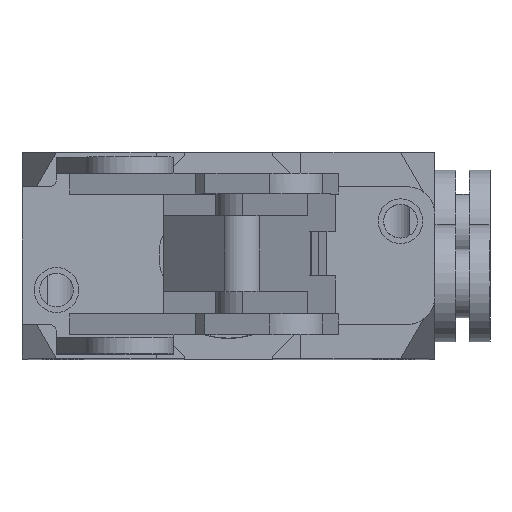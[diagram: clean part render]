
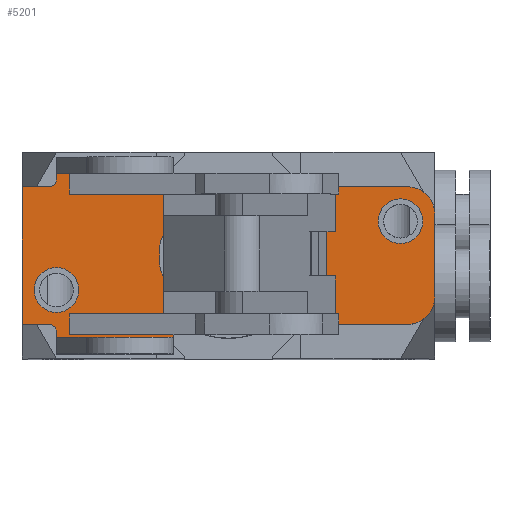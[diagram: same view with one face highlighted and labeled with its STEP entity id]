
A CAD part, top view. The second image highlights one B-rep face of the part: STEP entity #5201.
In plain terms, the highlighted planar face has unit normal (0, 0, 1).
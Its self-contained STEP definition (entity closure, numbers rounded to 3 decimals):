
#130=FACE_BOUND('',#794,.T.);
#131=FACE_BOUND('',#795,.T.);
#132=FACE_BOUND('',#796,.T.);
#478=FACE_OUTER_BOUND('',#793,.T.);
#793=EDGE_LOOP('',(#4231,#4232,#4233,#4234,#4235,#4236,#4237,#4238,#4239,
#4240,#4241,#4242,#4243,#4244,#4245,#4246));
#794=EDGE_LOOP('',(#4247));
#795=EDGE_LOOP('',(#4248));
#796=EDGE_LOOP('',(#4249,#4250,#4251,#4252,#4253,#4254,#4255,#4256));
#920=CIRCLE('',#5469,2.);
#932=CIRCLE('',#5484,2.);
#933=CIRCLE('',#5487,0.5);
#934=CIRCLE('',#5490,0.95);
#935=CIRCLE('',#5494,0.95);
#936=CIRCLE('',#5495,0.5);
#937=CIRCLE('',#5496,1.625);
#938=CIRCLE('',#5497,1.625);
#939=CIRCLE('',#5498,2.);
#940=CIRCLE('',#5499,2.);
#941=CIRCLE('',#5500,2.);
#942=CIRCLE('',#5501,2.);
#1309=LINE('',#8787,#1820);
#1327=LINE('',#8848,#1838);
#1332=LINE('',#8859,#1843);
#1335=LINE('',#8867,#1846);
#1336=LINE('',#8870,#1847);
#1338=LINE('',#8874,#1849);
#1339=LINE('',#8878,#1850);
#1340=LINE('',#8880,#1851);
#1341=LINE('',#8883,#1852);
#1342=LINE('',#8884,#1853);
#1343=LINE('',#8891,#1854);
#1344=LINE('',#8895,#1855);
#1345=LINE('',#8899,#1856);
#1346=LINE('',#8903,#1857);
#1820=VECTOR('',#6334,6.);
#1838=VECTOR('',#6382,2.);
#1843=VECTOR('',#6393,0.45);
#1846=VECTOR('',#6402,16.05);
#1847=VECTOR('',#6405,10.);
#1849=VECTOR('',#6409,16.05);
#1850=VECTOR('',#6412,8.5);
#1851=VECTOR('',#6413,0.45);
#1852=VECTOR('',#6416,2.);
#1853=VECTOR('',#6417,8.5);
#1854=VECTOR('',#6422,1.);
#1855=VECTOR('',#6425,4.);
#1856=VECTOR('',#6428,1.);
#1857=VECTOR('',#6431,4.);
#2325=VERTEX_POINT('',#8777);
#2326=VERTEX_POINT('',#8779);
#2328=VERTEX_POINT('',#8785);
#2354=VERTEX_POINT('',#8841);
#2355=VERTEX_POINT('',#8845);
#2356=VERTEX_POINT('',#8847);
#2357=VERTEX_POINT('',#8851);
#2359=VERTEX_POINT('',#8857);
#2360=VERTEX_POINT('',#8861);
#2361=VERTEX_POINT('',#8863);
#2362=VERTEX_POINT('',#8869);
#2363=VERTEX_POINT('',#8873);
#2364=VERTEX_POINT('',#8875);
#2365=VERTEX_POINT('',#8877);
#2366=VERTEX_POINT('',#8879);
#2367=VERTEX_POINT('',#8881);
#2368=VERTEX_POINT('',#8885);
#2369=VERTEX_POINT('',#8887);
#2370=VERTEX_POINT('',#8889);
#2371=VERTEX_POINT('',#8890);
#2372=VERTEX_POINT('',#8892);
#2373=VERTEX_POINT('',#8894);
#2374=VERTEX_POINT('',#8896);
#2375=VERTEX_POINT('',#8898);
#2376=VERTEX_POINT('',#8900);
#2377=VERTEX_POINT('',#8902);
#2963=EDGE_CURVE('',#2325,#2326,#920,.T.);
#2967=EDGE_CURVE('',#2328,#2325,#1309,.T.);
#2994=EDGE_CURVE('',#2354,#2328,#932,.T.);
#2997=EDGE_CURVE('',#2356,#2355,#1327,.T.);
#3000=EDGE_CURVE('',#2355,#2357,#933,.T.);
#3003=EDGE_CURVE('',#2357,#2359,#1332,.T.);
#3005=EDGE_CURVE('',#2361,#2360,#934,.T.);
#3007=EDGE_CURVE('',#2360,#2326,#1335,.T.);
#3008=EDGE_CURVE('',#2356,#2362,#1336,.T.);
#3010=EDGE_CURVE('',#2354,#2363,#1338,.T.);
#3011=EDGE_CURVE('',#2363,#2364,#935,.T.);
#3012=EDGE_CURVE('',#2364,#2365,#1339,.T.);
#3013=EDGE_CURVE('',#2365,#2366,#1340,.T.);
#3014=EDGE_CURVE('',#2366,#2367,#936,.T.);
#3015=EDGE_CURVE('',#2367,#2362,#1341,.T.);
#3016=EDGE_CURVE('',#2359,#2361,#1342,.T.);
#3017=EDGE_CURVE('',#2368,#2368,#937,.T.);
#3018=EDGE_CURVE('',#2369,#2369,#938,.T.);
#3019=EDGE_CURVE('',#2370,#2371,#1343,.T.);
#3020=EDGE_CURVE('',#2371,#2372,#939,.T.);
#3021=EDGE_CURVE('',#2372,#2373,#1344,.T.);
#3022=EDGE_CURVE('',#2373,#2374,#940,.T.);
#3023=EDGE_CURVE('',#2374,#2375,#1345,.T.);
#3024=EDGE_CURVE('',#2375,#2376,#941,.T.);
#3025=EDGE_CURVE('',#2376,#2377,#1346,.T.);
#3026=EDGE_CURVE('',#2377,#2370,#942,.T.);
#4231=ORIENTED_EDGE('',*,*,#2963,.F.);
#4232=ORIENTED_EDGE('',*,*,#2967,.F.);
#4233=ORIENTED_EDGE('',*,*,#2994,.F.);
#4234=ORIENTED_EDGE('',*,*,#3010,.T.);
#4235=ORIENTED_EDGE('',*,*,#3011,.T.);
#4236=ORIENTED_EDGE('',*,*,#3012,.T.);
#4237=ORIENTED_EDGE('',*,*,#3013,.T.);
#4238=ORIENTED_EDGE('',*,*,#3014,.T.);
#4239=ORIENTED_EDGE('',*,*,#3015,.T.);
#4240=ORIENTED_EDGE('',*,*,#3008,.F.);
#4241=ORIENTED_EDGE('',*,*,#2997,.T.);
#4242=ORIENTED_EDGE('',*,*,#3000,.T.);
#4243=ORIENTED_EDGE('',*,*,#3003,.T.);
#4244=ORIENTED_EDGE('',*,*,#3016,.T.);
#4245=ORIENTED_EDGE('',*,*,#3005,.T.);
#4246=ORIENTED_EDGE('',*,*,#3007,.T.);
#4247=ORIENTED_EDGE('',*,*,#3017,.T.);
#4248=ORIENTED_EDGE('',*,*,#3018,.T.);
#4249=ORIENTED_EDGE('',*,*,#3019,.T.);
#4250=ORIENTED_EDGE('',*,*,#3020,.T.);
#4251=ORIENTED_EDGE('',*,*,#3021,.T.);
#4252=ORIENTED_EDGE('',*,*,#3022,.T.);
#4253=ORIENTED_EDGE('',*,*,#3023,.T.);
#4254=ORIENTED_EDGE('',*,*,#3024,.T.);
#4255=ORIENTED_EDGE('',*,*,#3025,.T.);
#4256=ORIENTED_EDGE('',*,*,#3026,.T.);
#4736=PLANE('',#5493);
#5201=ADVANCED_FACE('',(#478,#130,#131,#132),#4736,.T.);
#5469=AXIS2_PLACEMENT_3D('',#8780,#6327,#6328);
#5484=AXIS2_PLACEMENT_3D('',#8842,#6376,#6377);
#5487=AXIS2_PLACEMENT_3D('',#8853,#6387,#6388);
#5490=AXIS2_PLACEMENT_3D('',#8864,#6397,#6398);
#5493=AXIS2_PLACEMENT_3D('',#8872,#6407,#6408);
#5494=AXIS2_PLACEMENT_3D('',#8876,#6410,#6411);
#5495=AXIS2_PLACEMENT_3D('',#8882,#6414,#6415);
#5496=AXIS2_PLACEMENT_3D('',#8886,#6418,#6419);
#5497=AXIS2_PLACEMENT_3D('',#8888,#6420,#6421);
#5498=AXIS2_PLACEMENT_3D('',#8893,#6423,#6424);
#5499=AXIS2_PLACEMENT_3D('',#8897,#6426,#6427);
#5500=AXIS2_PLACEMENT_3D('',#8901,#6429,#6430);
#5501=AXIS2_PLACEMENT_3D('',#8904,#6432,#6433);
#6327=DIRECTION('center_axis',(0.,0.,-1.));
#6328=DIRECTION('ref_axis',(-0.707,0.707,0.));
#6334=DIRECTION('',(0.,1.,0.));
#6376=DIRECTION('center_axis',(0.,0.,-1.));
#6377=DIRECTION('ref_axis',(-0.707,-0.707,0.));
#6382=DIRECTION('',(-1.,0.,0.));
#6387=DIRECTION('center_axis',(0.,0.,-1.));
#6388=DIRECTION('ref_axis',(0.,-1.,0.));
#6393=DIRECTION('',(0.,1.,0.));
#6397=DIRECTION('center_axis',(0.,0.,-1.));
#6398=DIRECTION('ref_axis',(1.,0.,0.));
#6402=DIRECTION('',(-1.,0.,0.));
#6405=DIRECTION('',(0.,-1.,0.));
#6407=DIRECTION('center_axis',(0.,0.,1.));
#6408=DIRECTION('ref_axis',(1.,0.,0.));
#6409=DIRECTION('',(1.,0.,0.));
#6410=DIRECTION('center_axis',(0.,0.,-1.));
#6411=DIRECTION('ref_axis',(1.,0.,0.));
#6412=DIRECTION('',(1.,0.,0.));
#6413=DIRECTION('',(0.,1.,0.));
#6414=DIRECTION('center_axis',(0.,0.,-1.));
#6415=DIRECTION('ref_axis',(0.,1.,0.));
#6416=DIRECTION('',(1.,0.,0.));
#6417=DIRECTION('',(-1.,0.,0.));
#6418=DIRECTION('center_axis',(0.,0.,-1.));
#6419=DIRECTION('ref_axis',(1.,0.,0.));
#6420=DIRECTION('center_axis',(0.,0.,-1.));
#6421=DIRECTION('ref_axis',(1.,0.,0.));
#6422=DIRECTION('',(0.,-1.,0.));
#6423=DIRECTION('center_axis',(0.,0.,-1.));
#6424=DIRECTION('ref_axis',(0.,1.,0.));
#6425=DIRECTION('',(-1.,0.,0.));
#6426=DIRECTION('center_axis',(0.,0.,-1.));
#6427=DIRECTION('ref_axis',(1.,0.,0.));
#6428=DIRECTION('',(0.,1.,0.));
#6429=DIRECTION('center_axis',(0.,0.,-1.));
#6430=DIRECTION('ref_axis',(0.,-1.,0.));
#6431=DIRECTION('',(1.,0.,0.));
#6432=DIRECTION('center_axis',(0.,0.,-1.));
#6433=DIRECTION('ref_axis',(-1.,0.,0.));
#8777=CARTESIAN_POINT('',(-15.,3.,1.2));
#8779=CARTESIAN_POINT('',(-13.,5.,1.2));
#8780=CARTESIAN_POINT('Origin',(-13.,3.,1.2));
#8785=CARTESIAN_POINT('',(-15.,-3.,1.2));
#8787=CARTESIAN_POINT('',(-15.,7.15,1.2));
#8841=CARTESIAN_POINT('',(-13.,-5.,1.2));
#8842=CARTESIAN_POINT('Origin',(-13.,-3.,1.2));
#8845=CARTESIAN_POINT('',(13.,5.,1.2));
#8847=CARTESIAN_POINT('',(15.,5.,1.2));
#8848=CARTESIAN_POINT('',(7.5,5.,1.2));
#8851=CARTESIAN_POINT('',(12.5,5.5,1.2));
#8853=CARTESIAN_POINT('Origin',(13.,5.5,1.2));
#8857=CARTESIAN_POINT('',(12.5,5.95,1.2));
#8859=CARTESIAN_POINT('',(12.5,2.75,1.2));
#8861=CARTESIAN_POINT('',(3.05,5.,1.2));
#8863=CARTESIAN_POINT('',(4.,5.95,1.2));
#8864=CARTESIAN_POINT('Origin',(3.05,5.95,1.2));
#8867=CARTESIAN_POINT('',(1.525,5.,1.2));
#8869=CARTESIAN_POINT('',(15.,-5.,1.2));
#8870=CARTESIAN_POINT('',(15.,-7.15,1.2));
#8872=CARTESIAN_POINT('Origin',(0.,0.,
1.2));
#8873=CARTESIAN_POINT('',(3.05,-5.,1.2));
#8874=CARTESIAN_POINT('',(1.525,-5.,1.2));
#8875=CARTESIAN_POINT('',(4.,-5.95,1.2));
#8876=CARTESIAN_POINT('Origin',(3.05,-5.95,1.2));
#8877=CARTESIAN_POINT('',(12.5,-5.95,1.2));
#8878=CARTESIAN_POINT('',(3.895,-5.95,1.2));
#8879=CARTESIAN_POINT('',(12.5,-5.5,1.2));
#8880=CARTESIAN_POINT('',(12.5,-2.75,1.2));
#8881=CARTESIAN_POINT('',(13.,-5.,1.2));
#8882=CARTESIAN_POINT('Origin',(13.,-5.5,1.2));
#8883=CARTESIAN_POINT('',(7.5,-5.,1.2));
#8884=CARTESIAN_POINT('',(3.895,5.95,1.2));
#8885=CARTESIAN_POINT('',(-10.875,-2.5,1.2));
#8886=CARTESIAN_POINT('Origin',(-12.5,-2.5,1.2));
#8887=CARTESIAN_POINT('',(14.125,2.5,1.2));
#8888=CARTESIAN_POINT('Origin',(12.5,2.5,1.2));
#8889=CARTESIAN_POINT('',(5.,0.5,1.2));
#8890=CARTESIAN_POINT('',(5.,-0.5,1.2));
#8891=CARTESIAN_POINT('',(5.,-0.25,1.2));
#8892=CARTESIAN_POINT('',(3.,-2.5,1.2));
#8893=CARTESIAN_POINT('Origin',(3.,-0.5,1.2));
#8894=CARTESIAN_POINT('',(-1.,-2.5,1.2));
#8895=CARTESIAN_POINT('',(-0.5,-2.5,1.2));
#8896=CARTESIAN_POINT('',(-3.,-0.5,1.2));
#8897=CARTESIAN_POINT('Origin',(-1.,-0.5,1.2));
#8898=CARTESIAN_POINT('',(-3.,0.5,1.2));
#8899=CARTESIAN_POINT('',(-3.,0.25,1.2));
#8900=CARTESIAN_POINT('',(-1.,2.5,1.2));
#8901=CARTESIAN_POINT('Origin',(-1.,0.5,1.2));
#8902=CARTESIAN_POINT('',(3.,2.5,1.2));
#8903=CARTESIAN_POINT('',(1.5,2.5,1.2));
#8904=CARTESIAN_POINT('Origin',(3.,0.5,1.2));
